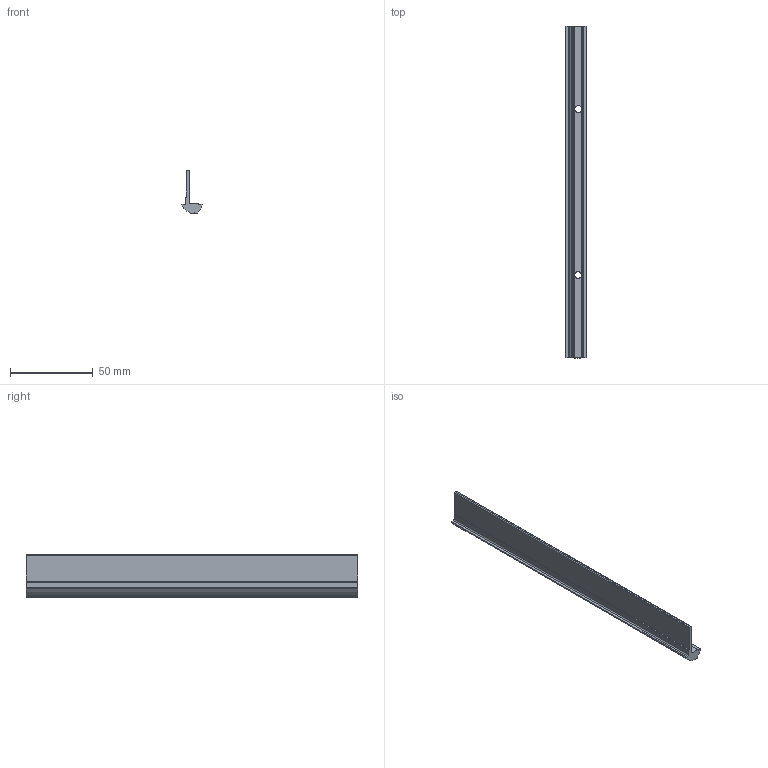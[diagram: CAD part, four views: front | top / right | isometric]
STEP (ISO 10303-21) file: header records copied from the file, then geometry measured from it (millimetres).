
FILE_DESCRIPTION( ( 'Unknown' ), '1' );
FILE_NAME( 'I8-WL-16-M5.stp', 'Unknown', ( 'Unknown' ), ( 'Unknown' ), 'XStep 1.0', 'Unknown', ' ' );
FILE_SCHEMA( ( 'automotive_design' ) );
Length unit declared in the file: millimetre
Products named in the file (1): 1
Bounding box: 12.7 x 200 x 25.8 mm (x, y, z)
Volume: 19044.4 mm3; surface area: 14311.4 mm2
Topology: 1 solids, 1 shells, 48 faces, 144 edges, 96 vertices
Faces by surface type: cylinder 27, plane 21
Full cylindrical faces by diameter (mm): 4.134 x2
Entity records: 2052 total; most frequent: CARTESIAN_POINT 353, ORIENTED_EDGE 280, DIRECTION 270, EDGE_CURVE 140, AXIS2_PLACEMENT_3D 99, VERTEX_POINT 94, LINE 72, VECTOR 72
